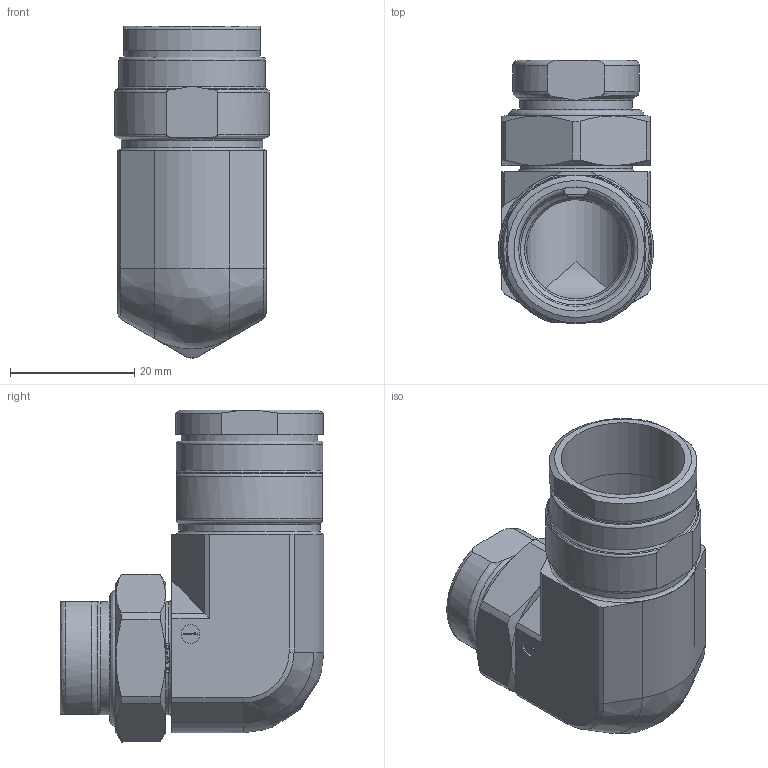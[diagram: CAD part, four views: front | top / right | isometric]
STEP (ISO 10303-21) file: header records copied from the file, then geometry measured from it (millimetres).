
FILE_DESCRIPTION(/* description */ (''),/* implementation_level */ '2;1');
FILE_NAME(/* name */ '100108295ugm000_b.stp',/* time_stamp */ '2017-02-28T08:41:49+01:00',/* author */ (''),/* organization */ (''),/* preprocessor_version */ 'ST-DEVELOPER v16',/* originating_system */ 'SIEMENS PLM Software NX 10.0',/* authorisation */ '');
FILE_SCHEMA (('AUTOMOTIVE_DESIGN { 1 0 10303 214 3 1 1 1 }'));
Length unit declared in the file: millimetre
Products named in the file (1): 100108295ugm000_b
Bounding box: 24.97 x 42.5 x 53.5 mm (x, y, z)
Volume: 13921.9 mm3; surface area: 10664.8 mm2
Topology: 1 solids, 1 shells, 335 faces, 879 edges, 576 vertices
Faces by surface type: plane 186, cylinder 78, bspline 43, cone 19, torus 9
Full cylindrical faces by diameter (mm): 0.603 x1, 0.789 x1, 3 x1, 16 x2, 18.2 x2, 19.06 x1, 20 x1, 21 x1, 22 x1, 22.8 x1, 23.6 x1
Entity records: 13443 total; most frequent: CARTESIAN_POINT 4818, ORIENTED_EDGE 1702, DIRECTION 1486, EDGE_CURVE 851, VERTEX_POINT 570, AXIS2_PLACEMENT_3D 500, LINE 486, VECTOR 486
